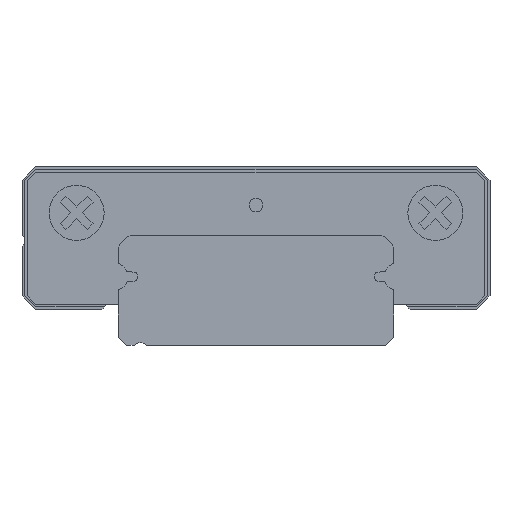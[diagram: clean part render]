
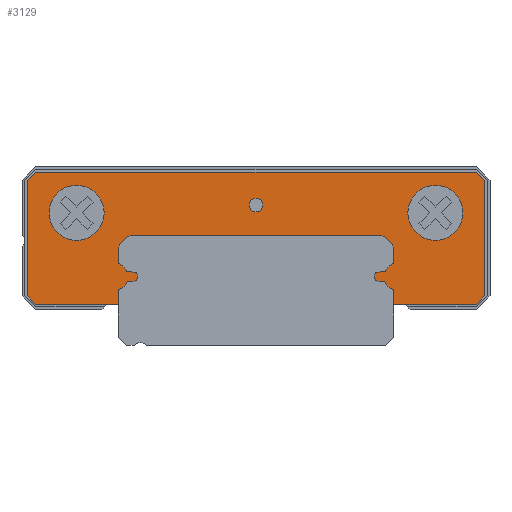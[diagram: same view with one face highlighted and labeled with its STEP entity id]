
A CAD part, front view. The second image highlights one B-rep face of the part: STEP entity #3129.
In plain terms, the highlighted planar face has unit normal (0, -1, 0).
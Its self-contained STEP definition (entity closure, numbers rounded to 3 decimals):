
#100=LINE('',#5607,#480);
#101=LINE('',#5610,#481);
#102=LINE('',#5612,#482);
#103=LINE('',#5614,#483);
#104=LINE('',#5616,#484);
#105=LINE('',#5620,#485);
#106=LINE('',#5624,#486);
#107=LINE('',#5628,#487);
#108=LINE('',#5632,#488);
#109=LINE('',#5636,#489);
#110=LINE('',#5640,#490);
#111=LINE('',#5644,#491);
#112=LINE('',#5648,#492);
#113=LINE('',#5650,#493);
#114=LINE('',#5652,#494);
#115=LINE('',#5654,#495);
#116=LINE('',#5656,#496);
#117=LINE('',#5658,#497);
#480=VECTOR('',#4736,1000.);
#481=VECTOR('',#4737,1000.);
#482=VECTOR('',#4738,1000.);
#483=VECTOR('',#4739,1000.);
#484=VECTOR('',#4740,1000.);
#485=VECTOR('',#4743,1000.);
#486=VECTOR('',#4746,1000.);
#487=VECTOR('',#4749,1000.);
#488=VECTOR('',#4752,1000.);
#489=VECTOR('',#4755,1000.);
#490=VECTOR('',#4758,1000.);
#491=VECTOR('',#4761,1000.);
#492=VECTOR('',#4764,1000.);
#493=VECTOR('',#4765,1000.);
#494=VECTOR('',#4766,1000.);
#495=VECTOR('',#4767,1000.);
#496=VECTOR('',#4768,1000.);
#497=VECTOR('',#4769,1000.);
#813=PLANE('',#4345);
#1118=ORIENTED_EDGE('',*,*,#1932,.F.);
#1119=ORIENTED_EDGE('',*,*,#1933,.F.);
#1120=ORIENTED_EDGE('',*,*,#1934,.F.);
#1121=ORIENTED_EDGE('',*,*,#1935,.F.);
#1122=ORIENTED_EDGE('',*,*,#1936,.F.);
#1123=ORIENTED_EDGE('',*,*,#1937,.F.);
#1124=ORIENTED_EDGE('',*,*,#1938,.F.);
#1125=ORIENTED_EDGE('',*,*,#1939,.F.);
#1126=ORIENTED_EDGE('',*,*,#1940,.F.);
#1127=ORIENTED_EDGE('',*,*,#1941,.F.);
#1128=ORIENTED_EDGE('',*,*,#1942,.F.);
#1129=ORIENTED_EDGE('',*,*,#1943,.F.);
#1130=ORIENTED_EDGE('',*,*,#1944,.F.);
#1131=ORIENTED_EDGE('',*,*,#1945,.F.);
#1132=ORIENTED_EDGE('',*,*,#1946,.F.);
#1133=ORIENTED_EDGE('',*,*,#1947,.F.);
#1134=ORIENTED_EDGE('',*,*,#1948,.F.);
#1135=ORIENTED_EDGE('',*,*,#1949,.F.);
#1136=ORIENTED_EDGE('',*,*,#1950,.F.);
#1137=ORIENTED_EDGE('',*,*,#1951,.F.);
#1138=ORIENTED_EDGE('',*,*,#1952,.F.);
#1139=ORIENTED_EDGE('',*,*,#1953,.F.);
#1140=ORIENTED_EDGE('',*,*,#1954,.F.);
#1141=ORIENTED_EDGE('',*,*,#1955,.F.);
#1142=ORIENTED_EDGE('',*,*,#1956,.F.);
#1143=ORIENTED_EDGE('',*,*,#1957,.F.);
#1144=ORIENTED_EDGE('',*,*,#1958,.F.);
#1145=ORIENTED_EDGE('',*,*,#1959,.F.);
#1146=ORIENTED_EDGE('',*,*,#1960,.F.);
#1932=EDGE_CURVE('',#2356,#2356,#2620,.T.);
#1933=EDGE_CURVE('',#2357,#2357,#2621,.F.);
#1934=EDGE_CURVE('',#2358,#2359,#100,.T.);
#1935=EDGE_CURVE('',#2360,#2358,#101,.T.);
#1936=EDGE_CURVE('',#2361,#2360,#102,.T.);
#1937=EDGE_CURVE('',#2362,#2361,#103,.T.);
#1938=EDGE_CURVE('',#2363,#2362,#104,.T.);
#1939=EDGE_CURVE('',#2364,#2363,#2622,.T.);
#1940=EDGE_CURVE('',#2365,#2364,#105,.T.);
#1941=EDGE_CURVE('',#2366,#2365,#2623,.T.);
#1942=EDGE_CURVE('',#2367,#2366,#106,.T.);
#1943=EDGE_CURVE('',#2368,#2367,#2624,.T.);
#1944=EDGE_CURVE('',#2369,#2368,#107,.T.);
#1945=EDGE_CURVE('',#2370,#2369,#2625,.T.);
#1946=EDGE_CURVE('',#2371,#2370,#108,.T.);
#1947=EDGE_CURVE('',#2372,#2371,#2626,.T.);
#1948=EDGE_CURVE('',#2373,#2372,#109,.T.);
#1949=EDGE_CURVE('',#2374,#2373,#2627,.T.);
#1950=EDGE_CURVE('',#2375,#2374,#110,.T.);
#1951=EDGE_CURVE('',#2376,#2375,#2628,.T.);
#1952=EDGE_CURVE('',#2377,#2376,#111,.T.);
#1953=EDGE_CURVE('',#2378,#2377,#2629,.T.);
#1954=EDGE_CURVE('',#2379,#2378,#112,.T.);
#1955=EDGE_CURVE('',#2380,#2379,#113,.T.);
#1956=EDGE_CURVE('',#2381,#2380,#114,.T.);
#1957=EDGE_CURVE('',#2382,#2381,#115,.T.);
#1958=EDGE_CURVE('',#2383,#2382,#116,.T.);
#1959=EDGE_CURVE('',#2359,#2383,#117,.T.);
#1960=EDGE_CURVE('',#2384,#2384,#2630,.F.);
#2356=VERTEX_POINT('',#5604);
#2357=VERTEX_POINT('',#5606);
#2358=VERTEX_POINT('',#5608);
#2359=VERTEX_POINT('',#5609);
#2360=VERTEX_POINT('',#5611);
#2361=VERTEX_POINT('',#5613);
#2362=VERTEX_POINT('',#5615);
#2363=VERTEX_POINT('',#5617);
#2364=VERTEX_POINT('',#5619);
#2365=VERTEX_POINT('',#5621);
#2366=VERTEX_POINT('',#5623);
#2367=VERTEX_POINT('',#5625);
#2368=VERTEX_POINT('',#5627);
#2369=VERTEX_POINT('',#5629);
#2370=VERTEX_POINT('',#5631);
#2371=VERTEX_POINT('',#5633);
#2372=VERTEX_POINT('',#5635);
#2373=VERTEX_POINT('',#5637);
#2374=VERTEX_POINT('',#5639);
#2375=VERTEX_POINT('',#5641);
#2376=VERTEX_POINT('',#5643);
#2377=VERTEX_POINT('',#5645);
#2378=VERTEX_POINT('',#5647);
#2379=VERTEX_POINT('',#5649);
#2380=VERTEX_POINT('',#5651);
#2381=VERTEX_POINT('',#5653);
#2382=VERTEX_POINT('',#5655);
#2383=VERTEX_POINT('',#5657);
#2384=VERTEX_POINT('',#5660);
#2620=CIRCLE('',#4346,0.25);
#2621=CIRCLE('',#4347,1.);
#2622=CIRCLE('',#4348,0.5);
#2623=CIRCLE('',#4349,0.27);
#2624=CIRCLE('',#4350,0.5);
#2625=CIRCLE('',#4351,0.95);
#2626=CIRCLE('',#4352,0.95);
#2627=CIRCLE('',#4353,0.5);
#2628=CIRCLE('',#4354,0.27);
#2629=CIRCLE('',#4355,0.5);
#2630=CIRCLE('',#4356,1.);
#2697=EDGE_LOOP('',(#1118));
#2698=EDGE_LOOP('',(#1119));
#2699=EDGE_LOOP('',(#1120,#1121,#1122,#1123,#1124,#1125,#1126,#1127,#1128,
#1129,#1130,#1131,#1132,#1133,#1134,#1135,#1136,#1137,#1138,#1139,#1140,
#1141,#1142,#1143,#1144,#1145));
#2700=EDGE_LOOP('',(#1146));
#2905=FACE_BOUND('',#2697,.T.);
#2906=FACE_BOUND('',#2698,.T.);
#2907=FACE_BOUND('',#2699,.T.);
#2908=FACE_BOUND('',#2700,.T.);
#3129=ADVANCED_FACE('',(#2905,#2906,#2907,#2908),#813,.F.);
#4345=AXIS2_PLACEMENT_3D('',#5602,#4730,#4731);
#4346=AXIS2_PLACEMENT_3D('',#5603,#4732,#4733);
#4347=AXIS2_PLACEMENT_3D('',#5605,#4734,#4735);
#4348=AXIS2_PLACEMENT_3D('',#5618,#4741,#4742);
#4349=AXIS2_PLACEMENT_3D('',#5622,#4744,#4745);
#4350=AXIS2_PLACEMENT_3D('',#5626,#4747,#4748);
#4351=AXIS2_PLACEMENT_3D('',#5630,#4750,#4751);
#4352=AXIS2_PLACEMENT_3D('',#5634,#4753,#4754);
#4353=AXIS2_PLACEMENT_3D('',#5638,#4756,#4757);
#4354=AXIS2_PLACEMENT_3D('',#5642,#4759,#4760);
#4355=AXIS2_PLACEMENT_3D('',#5646,#4762,#4763);
#4356=AXIS2_PLACEMENT_3D('',#5659,#4770,#4771);
#4730=DIRECTION('',(0.,1.,0.));
#4731=DIRECTION('',(0.,0.,1.));
#4732=DIRECTION('',(0.,-1.,0.));
#4733=DIRECTION('',(1.,0.,0.));
#4734=DIRECTION('',(0.,1.,0.));
#4735=DIRECTION('',(0.,0.,1.));
#4736=DIRECTION('',(0.707,0.,0.707));
#4737=DIRECTION('',(0.,0.,1.));
#4738=DIRECTION('',(-0.707,0.,0.707));
#4739=DIRECTION('',(-1.,0.,0.));
#4740=DIRECTION('',(0.,0.,-1.));
#4741=DIRECTION('',(0.,1.,0.));
#4742=DIRECTION('',(1.,0.,0.));
#4743=DIRECTION('',(-0.991,0.,-0.135));
#4744=DIRECTION('',(0.,1.,0.));
#4745=DIRECTION('',(-1.,0.,0.));
#4746=DIRECTION('',(0.991,0.,-0.135));
#4747=DIRECTION('',(0.,1.,0.));
#4748=DIRECTION('',(1.,0.,0.));
#4749=DIRECTION('',(0.,0.,-1.));
#4750=DIRECTION('',(0.,-1.,0.));
#4751=DIRECTION('',(1.,0.,0.));
#4752=DIRECTION('',(-1.,0.,0.));
#4753=DIRECTION('',(0.,-1.,0.));
#4754=DIRECTION('',(1.,0.,0.));
#4755=DIRECTION('',(0.,0.,1.));
#4756=DIRECTION('',(0.,1.,0.));
#4757=DIRECTION('',(1.,0.,0.));
#4758=DIRECTION('',(0.991,0.,0.135));
#4759=DIRECTION('',(0.,1.,0.));
#4760=DIRECTION('',(1.,0.,0.));
#4761=DIRECTION('',(-0.991,0.,0.135));
#4762=DIRECTION('',(0.,1.,0.));
#4763=DIRECTION('',(1.,0.,0.));
#4764=DIRECTION('',(0.,0.,1.));
#4765=DIRECTION('',(-1.,0.,0.));
#4766=DIRECTION('',(-0.707,0.,-0.707));
#4767=DIRECTION('',(0.,0.,-1.));
#4768=DIRECTION('',(0.707,0.,-0.707));
#4769=DIRECTION('',(1.,0.,0.));
#4770=DIRECTION('',(0.,1.,0.));
#4771=DIRECTION('',(0.,0.,1.));
#5602=CARTESIAN_POINT('',(5.15,-9.8,2.5));
#5603=CARTESIAN_POINT('',(0.,-9.8,5.1));
#5604=CARTESIAN_POINT('',(0.25,-9.8,5.1));
#5605=CARTESIAN_POINT('',(-6.517,-9.8,4.817));
#5606=CARTESIAN_POINT('',(-6.517,-9.8,5.817));
#5607=CARTESIAN_POINT('',(-8.3,-9.8,6.));
#5608=CARTESIAN_POINT('',(-8.3,-9.8,6.));
#5609=CARTESIAN_POINT('',(-8.,-9.8,6.3));
#5610=CARTESIAN_POINT('',(-8.3,-9.8,6.));
#5611=CARTESIAN_POINT('',(-8.3,-9.8,1.8));
#5612=CARTESIAN_POINT('',(-8.3,-9.8,1.8));
#5613=CARTESIAN_POINT('',(-8.,-9.8,1.5));
#5614=CARTESIAN_POINT('',(-8.,-9.8,1.5));
#5615=CARTESIAN_POINT('',(-5.,-9.8,1.5));
#5616=CARTESIAN_POINT('',(-5.,-9.8,1.5));
#5617=CARTESIAN_POINT('',(-5.,-9.8,2.023));
#5618=CARTESIAN_POINT('',(-5.15,-9.8,2.5));
#5619=CARTESIAN_POINT('',(-4.691,-9.8,2.303));
#5620=CARTESIAN_POINT('',(-4.691,-9.8,2.303));
#5621=CARTESIAN_POINT('',(-4.357,-9.8,2.348));
#5622=CARTESIAN_POINT('',(-4.58,-9.8,2.5));
#5623=CARTESIAN_POINT('',(-4.357,-9.8,2.652));
#5624=CARTESIAN_POINT('',(-4.357,-9.8,2.652));
#5625=CARTESIAN_POINT('',(-4.691,-9.8,2.697));
#5626=CARTESIAN_POINT('',(-5.15,-9.8,2.5));
#5627=CARTESIAN_POINT('',(-5.,-9.8,2.977));
#5628=CARTESIAN_POINT('',(-5.,-9.8,2.977));
#5629=CARTESIAN_POINT('',(-5.,-9.8,3.574));
#5630=CARTESIAN_POINT('',(-4.15,-9.8,3.15));
#5631=CARTESIAN_POINT('',(-4.574,-9.8,4.));
#5632=CARTESIAN_POINT('',(-4.574,-9.8,4.));
#5633=CARTESIAN_POINT('',(4.574,-9.8,4.));
#5634=CARTESIAN_POINT('',(4.15,-9.8,3.15));
#5635=CARTESIAN_POINT('',(5.,-9.8,3.574));
#5636=CARTESIAN_POINT('',(5.,-9.8,3.574));
#5637=CARTESIAN_POINT('',(5.,-9.8,2.977));
#5638=CARTESIAN_POINT('',(5.15,-9.8,2.5));
#5639=CARTESIAN_POINT('',(4.691,-9.8,2.697));
#5640=CARTESIAN_POINT('',(4.691,-9.8,2.697));
#5641=CARTESIAN_POINT('',(4.357,-9.8,2.652));
#5642=CARTESIAN_POINT('',(4.58,-9.8,2.5));
#5643=CARTESIAN_POINT('',(4.357,-9.8,2.348));
#5644=CARTESIAN_POINT('',(4.357,-9.8,2.348));
#5645=CARTESIAN_POINT('',(4.691,-9.8,2.303));
#5646=CARTESIAN_POINT('',(5.15,-9.8,2.5));
#5647=CARTESIAN_POINT('',(5.,-9.8,2.023));
#5648=CARTESIAN_POINT('',(5.,-9.8,2.023));
#5649=CARTESIAN_POINT('',(5.,-9.8,1.5));
#5650=CARTESIAN_POINT('',(8.,-9.8,1.5));
#5651=CARTESIAN_POINT('',(8.,-9.8,1.5));
#5652=CARTESIAN_POINT('',(8.,-9.8,1.5));
#5653=CARTESIAN_POINT('',(8.3,-9.8,1.8));
#5654=CARTESIAN_POINT('',(8.3,-9.8,6.));
#5655=CARTESIAN_POINT('',(8.3,-9.8,6.));
#5656=CARTESIAN_POINT('',(8.,-9.8,6.3));
#5657=CARTESIAN_POINT('',(8.,-9.8,6.3));
#5658=CARTESIAN_POINT('',(-8.,-9.8,6.3));
#5659=CARTESIAN_POINT('',(6.517,-9.8,4.817));
#5660=CARTESIAN_POINT('',(6.517,-9.8,5.817));
